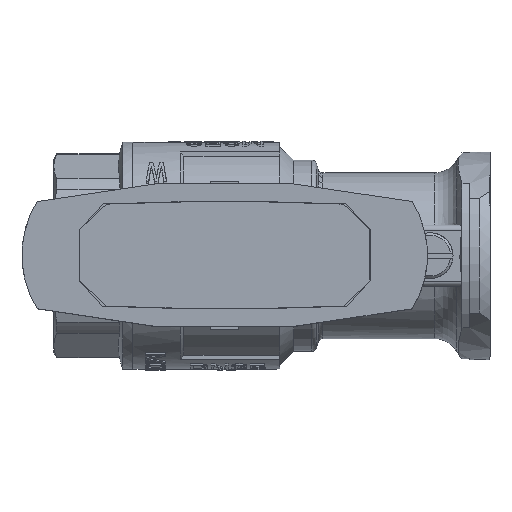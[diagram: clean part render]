
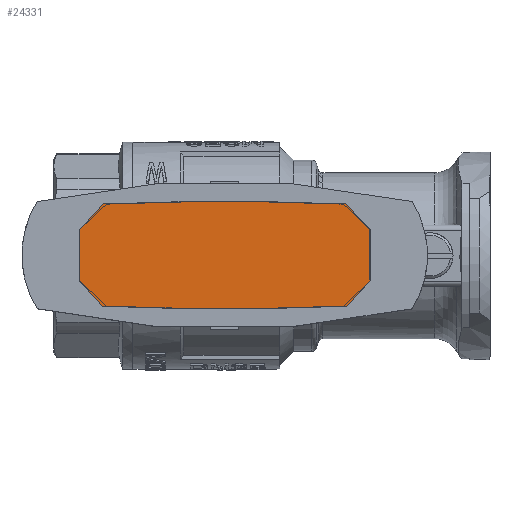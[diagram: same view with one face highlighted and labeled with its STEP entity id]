
A CAD part, top view. The second image highlights one B-rep face of the part: STEP entity #24331.
In plain terms, the highlighted face is planar.
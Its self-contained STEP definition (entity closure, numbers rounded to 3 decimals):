
#1694=LINE('',#53129,#3231);
#1697=LINE('',#53135,#3234);
#1700=LINE('',#53141,#3237);
#1703=LINE('',#53150,#3240);
#1704=LINE('',#53152,#3241);
#1705=LINE('',#53154,#3242);
#3231=VECTOR('',#33979,1000.);
#3234=VECTOR('',#33984,1000.);
#3237=VECTOR('',#33989,1000.);
#3240=VECTOR('',#34000,1000.);
#3241=VECTOR('',#34001,1000.);
#3242=VECTOR('',#34002,1000.);
#4339=PLANE('',#27260);
#5848=CIRCLE('',#27252,544.6);
#5850=CIRCLE('',#27258,544.6);
#12567=ORIENTED_EDGE('',*,*,#16517,.T.);
#12568=ORIENTED_EDGE('',*,*,#16521,.T.);
#12569=ORIENTED_EDGE('',*,*,#16524,.T.);
#12570=ORIENTED_EDGE('',*,*,#16527,.T.);
#12571=ORIENTED_EDGE('',*,*,#16530,.T.);
#12572=ORIENTED_EDGE('',*,*,#16532,.T.);
#12573=ORIENTED_EDGE('',*,*,#16533,.T.);
#12574=ORIENTED_EDGE('',*,*,#16534,.T.);
#16517=EDGE_CURVE('',#19102,#19101,#5848,.T.);
#16521=EDGE_CURVE('',#19101,#19105,#1694,.T.);
#16524=EDGE_CURVE('',#19105,#19107,#1697,.T.);
#16527=EDGE_CURVE('',#19107,#19109,#1700,.T.);
#16530=EDGE_CURVE('',#19109,#19111,#5850,.T.);
#16532=EDGE_CURVE('',#19111,#19112,#1703,.T.);
#16533=EDGE_CURVE('',#19112,#19113,#1704,.T.);
#16534=EDGE_CURVE('',#19113,#19102,#1705,.T.);
#19101=VERTEX_POINT('',#53119);
#19102=VERTEX_POINT('',#53121);
#19105=VERTEX_POINT('',#53128);
#19107=VERTEX_POINT('',#53134);
#19109=VERTEX_POINT('',#53140);
#19111=VERTEX_POINT('',#53146);
#19112=VERTEX_POINT('',#53151);
#19113=VERTEX_POINT('',#53153);
#21204=EDGE_LOOP('',(#12567,#12568,#12569,#12570,#12571,#12572,#12573,#12574));
#22752=FACE_BOUND('',#21204,.T.);
#24331=ADVANCED_FACE('',(#22752),#4339,.T.);
#27252=AXIS2_PLACEMENT_3D('',#53120,#33971,#33972);
#27258=AXIS2_PLACEMENT_3D('',#53147,#33994,#33995);
#27260=AXIS2_PLACEMENT_3D('',#53149,#33998,#33999);
#33971=DIRECTION('',(0.,1.,0.));
#33972=DIRECTION('',(-0.044,0.,0.999));
#33979=DIRECTION('',(0.673,0.,-0.74));
#33984=DIRECTION('',(0.,0.,-1.));
#33989=DIRECTION('',(-0.673,0.,-0.74));
#33994=DIRECTION('',(0.,1.,0.));
#33995=DIRECTION('',(0.044,0.,-0.999));
#33998=DIRECTION('',(0.,1.,0.));
#33999=DIRECTION('',(1.,0.,0.));
#34000=DIRECTION('',(-0.673,0.,0.74));
#34001=DIRECTION('',(0.,0.,1.));
#34002=DIRECTION('',(0.673,0.,0.74));
#53119=CARTESIAN_POINT('',(23.9,2.1,10.02));
#53120=CARTESIAN_POINT('',(0.,2.1,-534.055));
#53121=CARTESIAN_POINT('',(-23.9,2.1,10.02));
#53128=CARTESIAN_POINT('',(28.4,2.1,5.07));
#53129=CARTESIAN_POINT('',(23.9,2.1,10.02));
#53134=CARTESIAN_POINT('',(28.4,2.1,-5.07));
#53135=CARTESIAN_POINT('',(28.4,2.1,5.07));
#53140=CARTESIAN_POINT('',(23.9,2.1,-10.02));
#53141=CARTESIAN_POINT('',(28.4,2.1,-5.07));
#53146=CARTESIAN_POINT('',(-23.9,2.1,-10.02));
#53147=CARTESIAN_POINT('',(0.,2.1,534.055));
#53149=CARTESIAN_POINT('',(0.,2.1,0.));
#53150=CARTESIAN_POINT('',(-23.9,2.1,-10.02));
#53151=CARTESIAN_POINT('',(-28.4,2.1,-5.07));
#53152=CARTESIAN_POINT('',(-28.4,2.1,-5.07));
#53153=CARTESIAN_POINT('',(-28.4,2.1,5.07));
#53154=CARTESIAN_POINT('',(-28.4,2.1,5.07));
